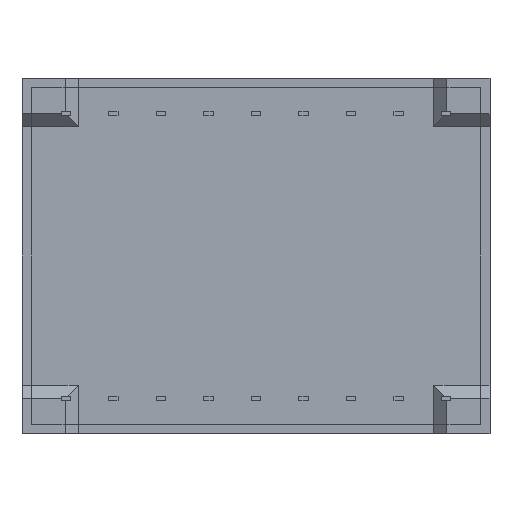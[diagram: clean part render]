
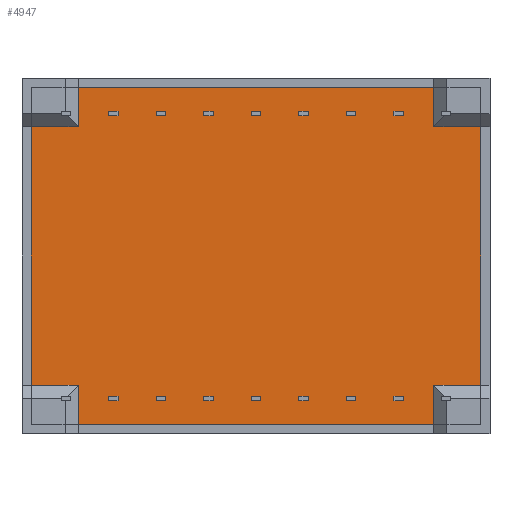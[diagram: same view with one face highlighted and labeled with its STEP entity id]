
A CAD part, front view. The second image highlights one B-rep face of the part: STEP entity #4947.
In plain terms, the highlighted planar face has unit normal (0, -1, 0).
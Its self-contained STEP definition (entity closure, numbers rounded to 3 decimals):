
#2161=EDGE_CURVE('NONE',#4033,#3641,#5855,.T.);
#2353=EDGE_CURVE('NONE',#3153,#2871,#6068,.T.);
#2723=VERTEX_POINT('NONE',#6487);
#2805=EDGE_CURVE('NONE',#2819,#3523,#6580,.T.);
#2819=VERTEX_POINT('NONE',#6596);
#2871=VERTEX_POINT('NONE',#6653);
#3021=EDGE_CURVE('NONE',#5259,#2723,#6812,.T.);
#3079=VERTEX_POINT('NONE',#6873);
#3153=VERTEX_POINT('NONE',#6954);
#3437=EDGE_CURVE('NONE',#4951,#3079,#7263,.T.);
#3523=VERTEX_POINT('NONE',#7358);
#3641=VERTEX_POINT('NONE',#7485);
#3663=EDGE_CURVE('NONE',#2723,#4033,#7511,.T.);
#3769=EDGE_CURVE('NONE',#3153,#2819,#7629,.T.);
#4033=VERTEX_POINT('NONE',#7928);
#4245=EDGE_CURVE('NONE',#4797,#5273,#8164,.T.);
#4405=EDGE_CURVE('NONE',#2871,#3079,#8342,.T.);
#4797=VERTEX_POINT('NONE',#8772);
#4877=EDGE_CURVE('NONE',#5273,#3523,#8859,.T.);
#4947=ADVANCED_FACE('NONE',(#8936),#8937,.F.);
#4951=VERTEX_POINT('NONE',#8941);
#5199=EDGE_CURVE('NONE',#4951,#5259,#9217,.T.);
#5259=VERTEX_POINT('NONE',#9284);
#5273=VERTEX_POINT('NONE',#9300);
#5531=EDGE_CURVE('NONE',#4797,#3641,#9597,.T.);
#5855=LINE('',#10039,#10040);
#6068=LINE('',#10337,#10338);
#6487=CARTESIAN_POINT('',(9.5,0.7,6.9));
#6580=LINE('',#11053,#11054);
#6596=CARTESIAN_POINT('',(-9.5,0.7,-6.9));
#6653=CARTESIAN_POINT('',(-12.0,0.7,6.9));
#6812=LINE('',#11409,#11410);
#6873=CARTESIAN_POINT('',(-9.5,0.7,6.9));
#6954=CARTESIAN_POINT('',(-12.0,0.7,-6.9));
#7263=LINE('',#12042,#12043);
#7358=CARTESIAN_POINT('',(-9.5,0.7,-9.0));
#7485=CARTESIAN_POINT('',(12.0,0.7,-6.9));
#7511=LINE('',#12383,#12384);
#7629=LINE('',#12546,#12547);
#7928=CARTESIAN_POINT('',(12.0,0.7,6.9));
#8164=LINE('',#13308,#13309);
#8342=LINE('',#13557,#13558);
#8772=CARTESIAN_POINT('',(9.5,0.7,-6.9));
#8859=LINE('',#14310,#14311);
#8936=FACE_OUTER_BOUND('',#14418,.T.);
#8937=PLANE('',#14419);
#8941=CARTESIAN_POINT('',(-9.5,0.7,9.0));
#9217=LINE('',#14805,#14806);
#9284=CARTESIAN_POINT('',(9.5,0.7,9.0));
#9300=CARTESIAN_POINT('',(9.5,0.7,-9.0));
#9597=LINE('',#15349,#15350);
#10039=CARTESIAN_POINT('',(12.0,0.7,-9.0));
#10040=VECTOR('',#15631,1000.0);
#10337=CARTESIAN_POINT('',(-12.0,0.7,9.0));
#10338=VECTOR('',#15847,1000.0);
#11053=CARTESIAN_POINT('',(-9.5,0.7,9.5));
#11054=VECTOR('',#16406,1000.0);
#11409=CARTESIAN_POINT('',(9.5,0.7,9.5));
#11410=VECTOR('',#16606,1000.0);
#12042=CARTESIAN_POINT('',(-9.5,0.7,9.5));
#12043=VECTOR('',#16985,1000.0);
#12383=CARTESIAN_POINT('',(-12.5,0.7,6.9));
#12384=VECTOR('',#17218,1000.0);
#12546=CARTESIAN_POINT('',(-12.5,0.7,-6.9));
#12547=VECTOR('',#17338,1000.0);
#13308=CARTESIAN_POINT('',(9.5,0.7,9.5));
#13309=VECTOR('',#17902,1000.0);
#13557=CARTESIAN_POINT('',(-12.5,0.7,6.9));
#13558=VECTOR('',#18089,1000.0);
#14310=CARTESIAN_POINT('',(-12.0,0.7,-9.0));
#14311=VECTOR('',#18580,1000.0);
#14418=EDGE_LOOP('',(#18655,#18656,#18657,#18658,#18659,#18660,#18661,#18662,#18663,#18664,#18665,#18666));
#14419=AXIS2_PLACEMENT_3D('',#18667,#18668,#18669);
#14805=CARTESIAN_POINT('',(12.0,0.7,9.0));
#14806=VECTOR('',#18968,1000.0);
#15349=CARTESIAN_POINT('',(-12.5,0.7,-6.9));
#15350=VECTOR('',#19416,1000.0);
#15631=DIRECTION('',(0.0,0.0,-1.0));
#15847=DIRECTION('',(0.,-0.0,1.0));
#16406=DIRECTION('',(-0.0,-0.0,-1.0));
#16606=DIRECTION('',(-0.0,-0.0,-1.0));
#16985=DIRECTION('',(-0.0,-0.0,-1.0));
#17218=DIRECTION('',(1.0,-0.0,-0.0));
#17338=DIRECTION('',(1.0,-0.0,-0.0));
#17902=DIRECTION('',(-0.0,-0.0,-1.0));
#18089=DIRECTION('',(1.0,-0.0,-0.0));
#18580=DIRECTION('',(-1.0,0.,0.0));
#18655=ORIENTED_EDGE('',*,*,#3437,.T.);
#18656=ORIENTED_EDGE('',*,*,#4405,.F.);
#18657=ORIENTED_EDGE('',*,*,#2353,.F.);
#18658=ORIENTED_EDGE('',*,*,#3769,.T.);
#18659=ORIENTED_EDGE('',*,*,#2805,.T.);
#18660=ORIENTED_EDGE('',*,*,#4877,.F.);
#18661=ORIENTED_EDGE('',*,*,#4245,.F.);
#18662=ORIENTED_EDGE('',*,*,#5531,.T.);
#18663=ORIENTED_EDGE('',*,*,#2161,.F.);
#18664=ORIENTED_EDGE('',*,*,#3663,.F.);
#18665=ORIENTED_EDGE('',*,*,#3021,.F.);
#18666=ORIENTED_EDGE('',*,*,#5199,.F.);
#18667=CARTESIAN_POINT('',(9.5,0.7,9.5));
#18668=DIRECTION('',(0.,1.0,0.));
#18669=DIRECTION('',(1.0,0.0,0.));
#18968=DIRECTION('',(1.0,0.,0.0));
#19416=DIRECTION('',(1.0,-0.0,-0.0));
